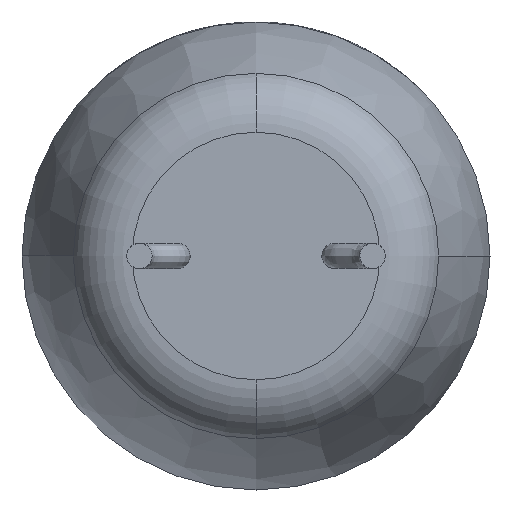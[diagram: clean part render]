
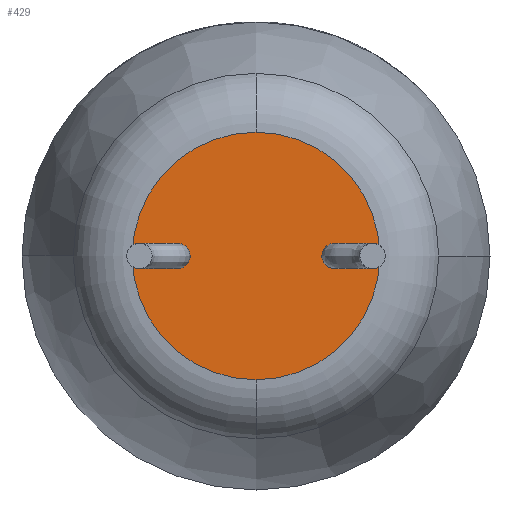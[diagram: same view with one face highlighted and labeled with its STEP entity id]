
A CAD part, front view. The second image highlights one B-rep face of the part: STEP entity #429.
In plain terms, the highlighted planar face has unit normal (0, -1, 0).
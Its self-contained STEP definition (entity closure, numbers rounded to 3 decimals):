
#65 = ORIENTED_EDGE ( 'NONE', *, *, #3188, .T. ) ;
#246 = AXIS2_PLACEMENT_3D ( 'NONE', #3818, #2020, #763 ) ;
#253 = DIRECTION ( 'NONE',  ( 0., -1., 0. ) ) ;
#382 = DIRECTION ( 'NONE',  ( 0., 0., 1. ) ) ;
#429 = ADVANCED_FACE ( 'NONE', ( #1375, #3635, #5260 ), #4239, .F. ) ;
#543 = VERTEX_POINT ( 'NONE', #4747 ) ;
#644 = CARTESIAN_POINT ( 'NONE',  ( 1.927, 0., 0. ) ) ;
#705 = CARTESIAN_POINT ( 'NONE',  ( -2.202, 0., 0. ) ) ;
#731 = AXIS2_PLACEMENT_3D ( 'NONE', #1726, #4757, #382 ) ;
#763 = DIRECTION ( 'NONE',  ( 0., 0., 1. ) ) ;
#771 = DIRECTION ( 'NONE',  ( 0., 0., -1. ) ) ;
#870 = AXIS2_PLACEMENT_3D ( 'NONE', #3000, #5120, #3753 ) ;
#916 = EDGE_CURVE ( 'NONE', #5644, #2273, #1174, .T. ) ;
#1071 = VERTEX_POINT ( 'NONE', #5647 ) ;
#1174 = CIRCLE ( 'NONE', #2076, 0.275 ) ;
#1375 = FACE_BOUND ( 'NONE', #1696, .T. ) ;
#1696 = EDGE_LOOP ( 'NONE', ( #65, #5537 ) ) ;
#1726 = CARTESIAN_POINT ( 'NONE',  ( 0., 0., 0. ) ) ;
#1747 = ORIENTED_EDGE ( 'NONE', *, *, #5410, .T. ) ;
#2020 = DIRECTION ( 'NONE',  ( 0., 1., 0. ) ) ;
#2025 = DIRECTION ( 'NONE',  ( 0., 0., 1. ) ) ;
#2067 = CARTESIAN_POINT ( 'NONE',  ( 1.927, 0., 0. ) ) ;
#2076 = AXIS2_PLACEMENT_3D ( 'NONE', #5530, #253, #2025 ) ;
#2130 = ORIENTED_EDGE ( 'NONE', *, *, #2180, .T. ) ;
#2180 = EDGE_CURVE ( 'NONE', #1071, #543, #5400, .T. ) ;
#2198 = CIRCLE ( 'NONE', #870, 0.275 ) ;
#2273 = VERTEX_POINT ( 'NONE', #3520 ) ;
#2356 = DIRECTION ( 'NONE',  ( 0., 0., 1. ) ) ;
#2413 = CARTESIAN_POINT ( 'NONE',  ( 2.202, 0., 0. ) ) ;
#2761 = CARTESIAN_POINT ( 'NONE',  ( 0., 0., 0. ) ) ;
#2819 = CIRCLE ( 'NONE', #5333, 2.697 ) ;
#3000 = CARTESIAN_POINT ( 'NONE',  ( -1.927, 0., 0. ) ) ;
#3102 = CIRCLE ( 'NONE', #5181, 0.275 ) ;
#3177 = CARTESIAN_POINT ( 'NONE',  ( 1.652, 0., 0. ) ) ;
#3188 = EDGE_CURVE ( 'NONE', #3425, #4562, #4228, .T. ) ;
#3228 = DIRECTION ( 'NONE',  ( 0., -1., 0. ) ) ;
#3425 = VERTEX_POINT ( 'NONE', #3177 ) ;
#3520 = CARTESIAN_POINT ( 'NONE',  ( -1.652, 0., 0. ) ) ;
#3635 = FACE_OUTER_BOUND ( 'NONE', #4687, .T. ) ;
#3715 = ORIENTED_EDGE ( 'NONE', *, *, #916, .F. ) ;
#3753 = DIRECTION ( 'NONE',  ( 0., 0., 1. ) ) ;
#3818 = CARTESIAN_POINT ( 'NONE',  ( 0., 0., 0. ) ) ;
#4018 = AXIS2_PLACEMENT_3D ( 'NONE', #2067, #4322, #771 ) ;
#4207 = DIRECTION ( 'NONE',  ( 0., 1., 0. ) ) ;
#4228 = CIRCLE ( 'NONE', #4018, 0.275 ) ;
#4239 = PLANE ( 'NONE',  #246 ) ;
#4322 = DIRECTION ( 'NONE',  ( 0., 1., 0. ) ) ;
#4427 = EDGE_CURVE ( 'NONE', #2273, #5644, #2198, .T. ) ;
#4562 = VERTEX_POINT ( 'NONE', #2413 ) ;
#4687 = EDGE_LOOP ( 'NONE', ( #2130, #1747 ) ) ;
#4747 = CARTESIAN_POINT ( 'NONE',  ( 0., 0., 2.697 ) ) ;
#4757 = DIRECTION ( 'NONE',  ( 0., -1., 0. ) ) ;
#4766 = EDGE_LOOP ( 'NONE', ( #3715, #5637 ) ) ;
#5120 = DIRECTION ( 'NONE',  ( 0., -1., 0. ) ) ;
#5181 = AXIS2_PLACEMENT_3D ( 'NONE', #644, #4207, #5435 ) ;
#5260 = FACE_BOUND ( 'NONE', #4766, .T. ) ;
#5333 = AXIS2_PLACEMENT_3D ( 'NONE', #2761, #3228, #2356 ) ;
#5400 = CIRCLE ( 'NONE', #731, 2.697 ) ;
#5410 = EDGE_CURVE ( 'NONE', #543, #1071, #2819, .T. ) ;
#5435 = DIRECTION ( 'NONE',  ( 0., 0., -1. ) ) ;
#5530 = CARTESIAN_POINT ( 'NONE',  ( -1.927, 0., 0. ) ) ;
#5537 = ORIENTED_EDGE ( 'NONE', *, *, #5594, .T. ) ;
#5594 = EDGE_CURVE ( 'NONE', #4562, #3425, #3102, .T. ) ;
#5637 = ORIENTED_EDGE ( 'NONE', *, *, #4427, .F. ) ;
#5644 = VERTEX_POINT ( 'NONE', #705 ) ;
#5647 = CARTESIAN_POINT ( 'NONE',  ( 0., 0., -2.697 ) ) ;
